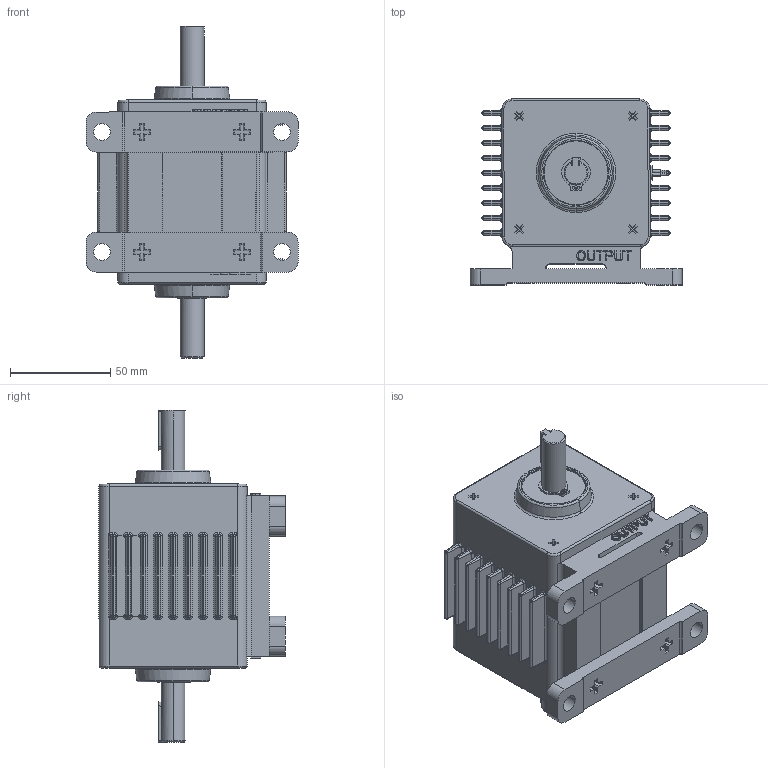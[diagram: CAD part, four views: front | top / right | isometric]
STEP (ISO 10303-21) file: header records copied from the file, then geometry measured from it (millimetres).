
FILE_DESCRIPTION (( 'STEP AP203' ), '1' );
FILE_NAME ('MP40.STEP', '2019-02-26T11:09:33', ( '' ), ( '' ), 'SwSTEP 2.0', 'SolidWorks 2018', '' );
FILE_SCHEMA (( 'CONFIG_CONTROL_DESIGN' ));
Length unit declared in the file: millimetre
Products named in the file (1): MP40
Bounding box: 106 x 93 x 166 mm (x, y, z)
Volume: 618572.6 mm3; surface area: 69942.2 mm2
Topology: 1 solids, 1 shells, 1117 faces, 2809 edges, 1662 vertices
Faces by surface type: plane 464, cylinder 327, bspline 152, torus 88, cone 86
Entity records: 76422 total; most frequent: CARTESIAN_POINT 51323, ORIENTED_EDGE 5442, DIRECTION 4785, EDGE_CURVE 2721, VERTEX_POINT 1662, VECTOR 1621, LINE 1621, AXIS2_PLACEMENT_3D 1582
